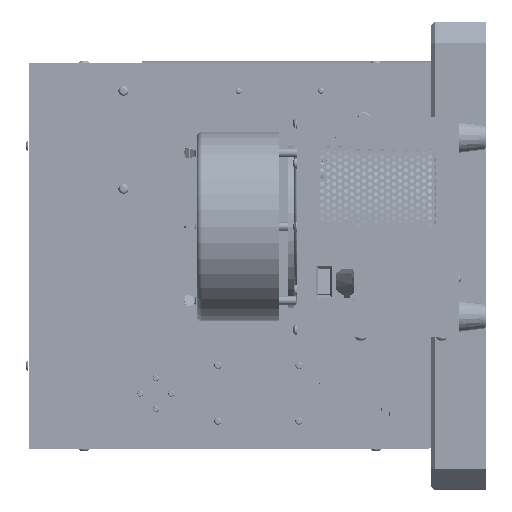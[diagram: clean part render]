
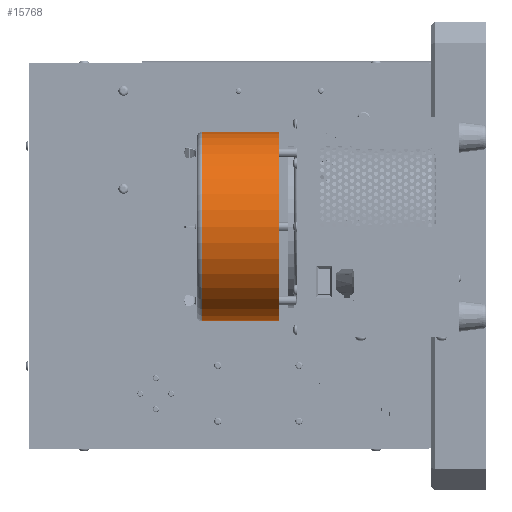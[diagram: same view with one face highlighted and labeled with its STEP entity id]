
A CAD part, left-side view. The second image highlights one B-rep face of the part: STEP entity #15768.
In plain terms, the highlighted cylindrical face has radius 87.249 mm (diameter 174.498 mm), a full revolution.
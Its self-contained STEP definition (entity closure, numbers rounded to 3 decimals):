
#575 = AXIS2_PLACEMENT_3D ( 'NONE', #627, #20400, #20084 ) ;
#627 = CARTESIAN_POINT ( 'NONE',  ( -243.287, 190.881, 26.994 ) ) ;
#2666 = CARTESIAN_POINT ( 'NONE',  ( -243.287, 306.389, 26.994 ) ) ;
#3895 = CIRCLE ( 'NONE', #22820, 87.249 ) ;
#5989 = CYLINDRICAL_SURFACE ( 'NONE', #40598, 87.249 ) ;
#7277 = DIRECTION ( 'NONE',  ( 0., 1., 0. ) ) ;
#10927 = ORIENTED_EDGE ( 'NONE', *, *, #13191, .F. ) ;
#13191 = EDGE_CURVE ( 'NONE', #19745, #19745, #3895, .T. ) ;
#15206 = EDGE_CURVE ( 'NONE', #54801, #54801, #56310, .T. ) ;
#15768 = ADVANCED_FACE ( 'NONE', ( #31008, #51077 ), #5989, .T. ) ;
#19745 = VERTEX_POINT ( 'NONE', #34863 ) ;
#20084 = DIRECTION ( 'NONE',  ( 1., 0., 0. ) ) ;
#20400 = DIRECTION ( 'NONE',  ( 0., 1., 0. ) ) ;
#22820 = AXIS2_PLACEMENT_3D ( 'NONE', #31034, #41542, #61621 ) ;
#31008 = FACE_OUTER_BOUND ( 'NONE', #37240, .T. ) ;
#31034 = CARTESIAN_POINT ( 'NONE',  ( -243.287, 262.509, 26.994 ) ) ;
#34863 = CARTESIAN_POINT ( 'NONE',  ( -156.038, 262.509, 26.994 ) ) ;
#37240 = EDGE_LOOP ( 'NONE', ( #10927 ) ) ;
#40598 = AXIS2_PLACEMENT_3D ( 'NONE', #2666, #7277, #47103 ) ;
#41542 = DIRECTION ( 'NONE',  ( 0., 1., 0. ) ) ;
#47103 = DIRECTION ( 'NONE',  ( 1., 0., 0. ) ) ;
#48571 = ORIENTED_EDGE ( 'NONE', *, *, #15206, .T. ) ;
#49835 = EDGE_LOOP ( 'NONE', ( #48571 ) ) ;
#51077 = FACE_OUTER_BOUND ( 'NONE', #49835, .T. ) ;
#54469 = CARTESIAN_POINT ( 'NONE',  ( -156.038, 190.881, 26.994 ) ) ;
#54801 = VERTEX_POINT ( 'NONE', #54469 ) ;
#56310 = CIRCLE ( 'NONE', #575, 87.249 ) ;
#61621 = DIRECTION ( 'NONE',  ( 1., 0., 0. ) ) ;
